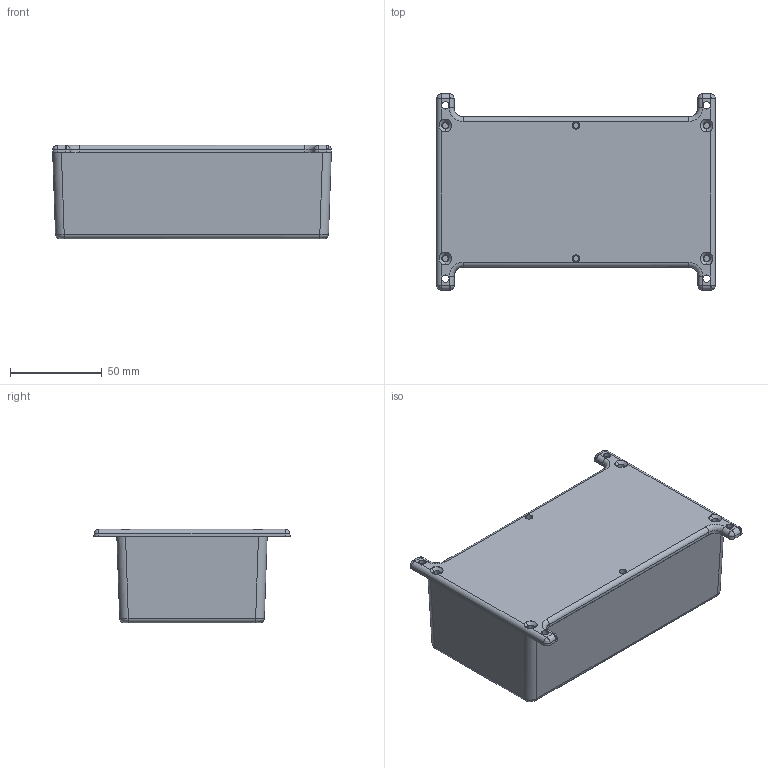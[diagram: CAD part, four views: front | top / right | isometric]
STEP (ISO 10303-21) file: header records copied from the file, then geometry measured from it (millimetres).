
FILE_DESCRIPTION (( 'STEP AP214' ), '1' );
FILE_NAME ('G0476F.STEP', '2017-09-20T02:55:51', ( '' ), ( '' ), 'SwSTEP 2.0', 'SolidWorks 2014', '' );
FILE_SCHEMA (( 'AUTOMOTIVE_DESIGN' ));
Length unit declared in the file: millimetre
Products named in the file (3): G0476F-COVER; G0476F-BASE; G0476F
Assembly tree (2 placements, depth 2):
  G0476F
    G0476F-BASE
    G0476F-COVER
Bounding box: 152 x 107 x 51 mm (x, y, z)
Volume: 115750.5 mm3; surface area: 95296.2 mm2
Topology: 2 solids, 2 shells, 298 faces, 771 edges, 472 vertices
Faces by surface type: cylinder 118, plane 79, cone 59, bspline 42
Entity records: 13135 total; most frequent: CARTESIAN_POINT 6090, ORIENTED_EDGE 1534, DIRECTION 1361, EDGE_CURVE 767, AXIS2_PLACEMENT_3D 495, VERTEX_POINT 472, LINE 371, VECTOR 371
